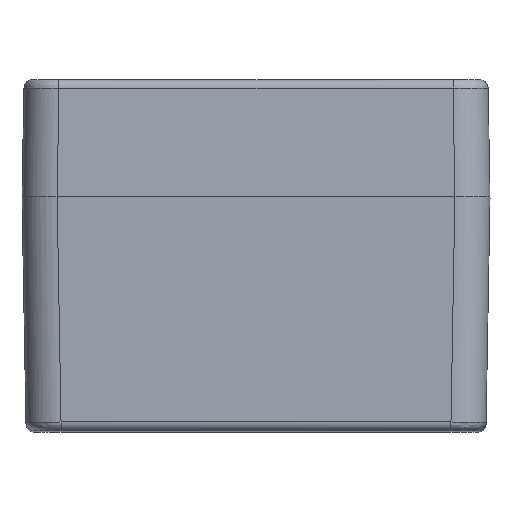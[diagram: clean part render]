
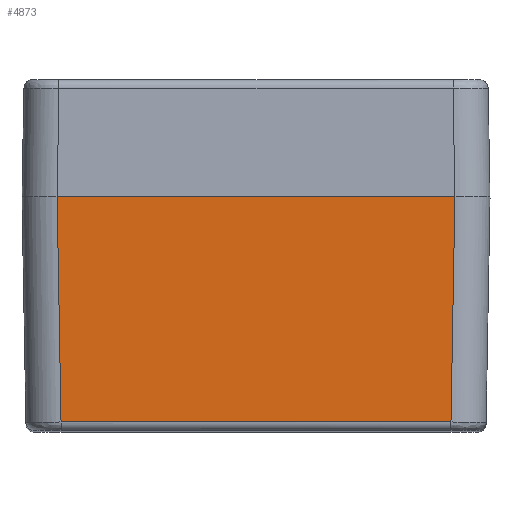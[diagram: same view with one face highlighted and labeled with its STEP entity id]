
A CAD part, top view. The second image highlights one B-rep face of the part: STEP entity #4873.
In plain terms, the highlighted planar face has unit normal (0, -0.018, 1).
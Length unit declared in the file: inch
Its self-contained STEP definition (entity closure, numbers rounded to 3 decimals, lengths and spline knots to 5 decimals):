
#21 = VECTOR ( 'NONE', #14667, 39.37008 ) ;
#402 = CARTESIAN_POINT ( 'NONE',  ( -1.33862, 0., 3.44488 ) ) ;
#650 = CARTESIAN_POINT ( 'NONE',  ( -0.7874, -1.51678, 3.41841 ) ) ;
#1227 = VECTOR ( 'NONE', #15082, 39.37008 ) ;
#1548 = ORIENTED_EDGE ( 'NONE', *, *, #6442, .T. ) ;
#2538 = PLANE ( 'NONE',  #15928 ) ;
#2771 = ORIENTED_EDGE ( 'NONE', *, *, #15323, .F. ) ;
#2922 = EDGE_LOOP ( 'NONE', ( #1548, #2771, #8157, #13353 ) ) ;
#3091 = CARTESIAN_POINT ( 'NONE',  ( -1.31214, -1.51678, 3.41841 ) ) ;
#3158 = LINE ( 'NONE', #8718, #6976 ) ;
#4873 = ADVANCED_FACE ( 'NONE', ( #5096 ), #2538, .T. ) ;
#5096 = FACE_OUTER_BOUND ( 'NONE', #2922, .T. ) ;
#6161 = VERTEX_POINT ( 'NONE', #3091 ) ;
#6442 = EDGE_CURVE ( 'NONE', #16470, #6161, #17832, .T. ) ;
#6976 = VECTOR ( 'NONE', #10440, 39.37008 ) ;
#8157 = ORIENTED_EDGE ( 'NONE', *, *, #14286, .F. ) ;
#8705 = VERTEX_POINT ( 'NONE', #13966 ) ;
#8718 = CARTESIAN_POINT ( 'NONE',  ( 1.33821, -0.02335, 3.44447 ) ) ;
#10440 = DIRECTION ( 'NONE',  ( -0.017, -1., -0.017 ) ) ;
#10537 = EDGE_CURVE ( 'NONE', #15361, #16470, #11461, .T. ) ;
#10574 = DIRECTION ( 'NONE',  ( 0., -0.017, 1. ) ) ;
#10677 = CARTESIAN_POINT ( 'NONE',  ( 1.33862, 0., 3.44488 ) ) ;
#11193 = DIRECTION ( 'NONE',  ( -1., 0., 0. ) ) ;
#11461 = LINE ( 'NONE', #17009, #13207 ) ;
#12637 = CARTESIAN_POINT ( 'NONE',  ( -1.33862, 0., 3.44488 ) ) ;
#13140 = LINE ( 'NONE', #650, #21 ) ;
#13207 = VECTOR ( 'NONE', #11193, 39.37008 ) ;
#13353 = ORIENTED_EDGE ( 'NONE', *, *, #10537, .T. ) ;
#13966 = CARTESIAN_POINT ( 'NONE',  ( 1.31214, -1.51678, 3.41841 ) ) ;
#14286 = EDGE_CURVE ( 'NONE', #15361, #8705, #3158, .T. ) ;
#14667 = DIRECTION ( 'NONE',  ( -1., 0., 0. ) ) ;
#15082 = DIRECTION ( 'NONE',  ( 0.017, -1., -0.017 ) ) ;
#15323 = EDGE_CURVE ( 'NONE', #8705, #6161, #13140, .T. ) ;
#15361 = VERTEX_POINT ( 'NONE', #10677 ) ;
#15928 = AXIS2_PLACEMENT_3D ( 'NONE', #17754, #10574, #16113 ) ;
#16113 = DIRECTION ( 'NONE',  ( 0., -1., -0.017 ) ) ;
#16470 = VERTEX_POINT ( 'NONE', #12637 ) ;
#17009 = CARTESIAN_POINT ( 'NONE',  ( -1.5748, 0., 3.44488 ) ) ;
#17754 = CARTESIAN_POINT ( 'NONE',  ( -1.5748, 0., 3.44488 ) ) ;
#17832 = LINE ( 'NONE', #402, #1227 ) ;
